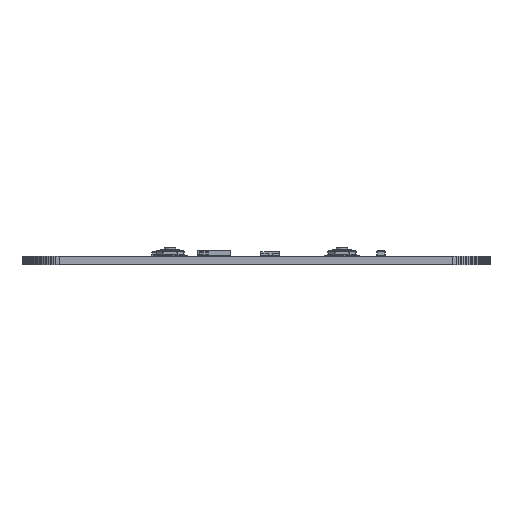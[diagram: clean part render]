
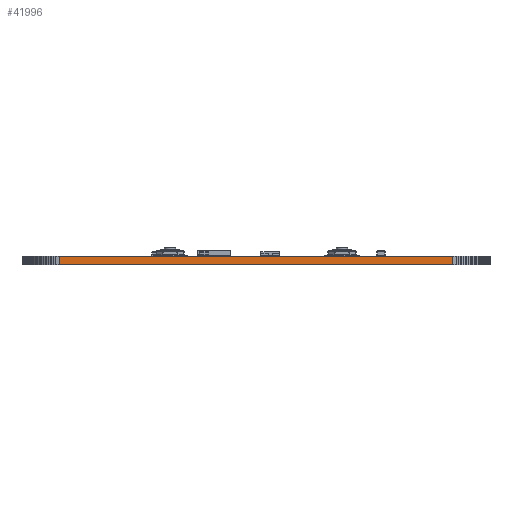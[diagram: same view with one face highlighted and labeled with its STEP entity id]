
A CAD part, front view. The second image highlights one B-rep face of the part: STEP entity #41996.
In plain terms, the highlighted planar face has unit normal (0, -1, 0).
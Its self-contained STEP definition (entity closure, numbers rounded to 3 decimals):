
#30993 = VERTEX_POINT('',#30994);
#30994 = CARTESIAN_POINT('',(110.892,-122.419,0.));
#31000 = EDGE_CURVE('',#31001,#30993,#31003,.T.);
#31001 = VERTEX_POINT('',#31002);
#31002 = CARTESIAN_POINT('',(181.934,-122.419,0.));
#31003 = LINE('',#31004,#31005);
#31004 = CARTESIAN_POINT('',(181.934,-122.419,0.));
#31005 = VECTOR('',#31006,1.);
#31006 = DIRECTION('',(-1.,0.,0.));
#34715 = VERTEX_POINT('',#34716);
#34716 = CARTESIAN_POINT('',(110.892,-122.419,1.6));
#34722 = EDGE_CURVE('',#34723,#34715,#34725,.T.);
#34723 = VERTEX_POINT('',#34724);
#34724 = CARTESIAN_POINT('',(181.934,-122.419,1.6));
#34725 = LINE('',#34726,#34727);
#34726 = CARTESIAN_POINT('',(181.934,-122.419,1.6));
#34727 = VECTOR('',#34728,1.);
#34728 = DIRECTION('',(-1.,0.,0.));
#41968 = EDGE_CURVE('',#31001,#34723,#41969,.T.);
#41969 = LINE('',#41970,#41971);
#41970 = CARTESIAN_POINT('',(181.934,-122.419,0.));
#41971 = VECTOR('',#41972,1.);
#41972 = DIRECTION('',(0.,0.,1.));
#41996 = ADVANCED_FACE('',(#41997),#42008,.T.);
#41997 = FACE_BOUND('',#41998,.T.);
#41998 = EDGE_LOOP('',(#41999,#42000,#42001,#42007));
#41999 = ORIENTED_EDGE('',*,*,#41968,.T.);
#42000 = ORIENTED_EDGE('',*,*,#34722,.T.);
#42001 = ORIENTED_EDGE('',*,*,#42002,.F.);
#42002 = EDGE_CURVE('',#30993,#34715,#42003,.T.);
#42003 = LINE('',#42004,#42005);
#42004 = CARTESIAN_POINT('',(110.892,-122.419,0.));
#42005 = VECTOR('',#42006,1.);
#42006 = DIRECTION('',(0.,0.,1.));
#42007 = ORIENTED_EDGE('',*,*,#31000,.F.);
#42008 = PLANE('',#42009);
#42009 = AXIS2_PLACEMENT_3D('',#42010,#42011,#42012);
#42010 = CARTESIAN_POINT('',(181.934,-122.419,0.));
#42011 = DIRECTION('',(0.,-1.,0.));
#42012 = DIRECTION('',(-1.,0.,0.));
